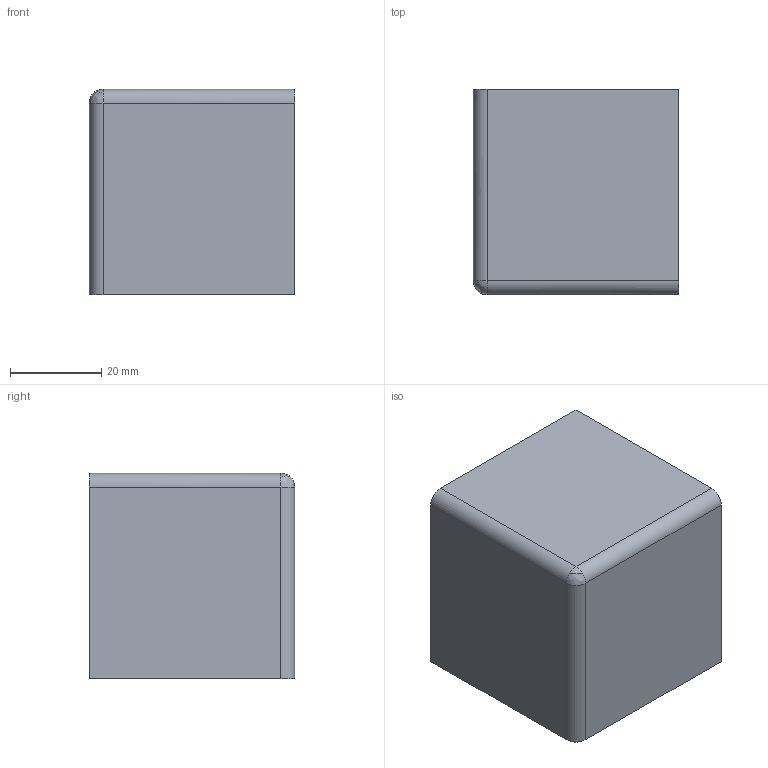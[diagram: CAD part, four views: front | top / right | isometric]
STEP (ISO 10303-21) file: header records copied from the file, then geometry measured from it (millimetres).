
FILE_DESCRIPTION (( 'STEP AP214' ), '1' );
FILE_NAME ('6261452', '2019-02-04T08:08:35', ( '' ), ('JUGARD+KÜNSTNER GmbH'), 'SwSTEP 2.0', 'SolidWorks 2017', '' );
FILE_SCHEMA (( 'AUTOMOTIVE_DESIGN' ));
Length unit declared in the file: millimetre
Products named in the file (1): 6261452_CNAJF00
Bounding box: 45 x 45 x 45 mm (x, y, z)
Volume: 16780.8 mm3; surface area: 11969.1 mm2
Topology: 1 solids, 1 shells, 14 faces, 35 edges, 21 vertices
Faces by surface type: plane 9, cylinder 3, bspline 2
Entity records: 458 total; most frequent: CARTESIAN_POINT 99, DIRECTION 68, ORIENTED_EDGE 66, EDGE_CURVE 33, VECTOR 24, LINE 24, AXIS2_PLACEMENT_3D 22, VERTEX_POINT 21
